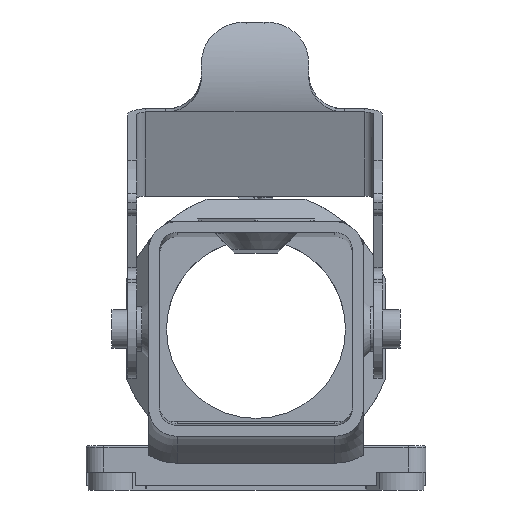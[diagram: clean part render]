
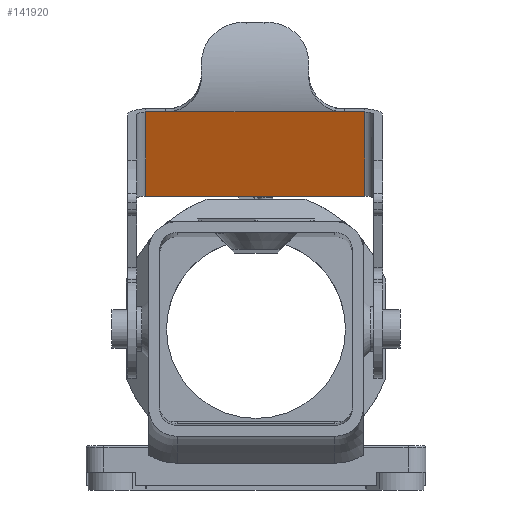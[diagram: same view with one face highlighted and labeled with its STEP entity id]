
A CAD part, front view. The second image highlights one B-rep face of the part: STEP entity #141920.
In plain terms, the highlighted face is planar.
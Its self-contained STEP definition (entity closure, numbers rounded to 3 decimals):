
#140930=CARTESIAN_POINT('',(18.55,79.538,41.621));
#140940=DIRECTION('',(1.,0.,0.));
#140950=VECTOR('',#140940,1.);
#140960=LINE('',#140930,#140950);
#140970=CARTESIAN_POINT('',(20.55,79.538,41.621));
#140980=VERTEX_POINT('',#140970);
#140990=CARTESIAN_POINT('',(22.8,79.538,41.621));
#141000=VERTEX_POINT('',#140990);
#141010=EDGE_CURVE('',#140980,#141000,#140960,.T.);
#141460=CARTESIAN_POINT('',(19.55,134.266,61.541));
#141470=DIRECTION('',(0.,0.342,
-0.94));
#141480=DIRECTION('',(0.,0.94,
0.342));
#141490=AXIS2_PLACEMENT_3D('',#141460,#141470,#141480);
#141500=PLANE('',#141490);
#141510=CARTESIAN_POINT('',(18.55,70.141,38.201));
#141520=DIRECTION('',(1.,0.,0.));
#141530=VECTOR('',#141520,1.);
#141540=LINE('',#141510,#141530);
#141550=CARTESIAN_POINT('',(20.55,70.141,38.201));
#141560=VERTEX_POINT('',#141550);
#141570=CARTESIAN_POINT('',(45.05,70.141,38.201));
#141580=VERTEX_POINT('',#141570);
#141590=EDGE_CURVE('',#141560,#141580,#141540,.T.);
#141600=ORIENTED_EDGE('',*,*,#141590,.T.);
#141610=CARTESIAN_POINT('',(20.55,60.585,34.723));
#141620=DIRECTION('',(0.,-0.94,
-0.342));
#141630=VECTOR('',#141620,1.);
#141640=LINE('',#141610,#141630);
#141650=EDGE_CURVE('',#140980,#141560,#141640,.T.);
#141660=ORIENTED_EDGE('',*,*,#141650,.T.);
#141670=ORIENTED_EDGE('',*,*,#141010,.F.);
#141680=CARTESIAN_POINT('',(18.55,79.538,41.621));
#141690=DIRECTION('',(1.,0.,0.));
#141700=VECTOR('',#141690,1.);
#141710=LINE('',#141680,#141700);
#141720=CARTESIAN_POINT('',(42.8,79.538,41.621));
#141730=VERTEX_POINT('',#141720);
#141740=EDGE_CURVE('',#141000,#141730,#141710,.T.);
#141750=ORIENTED_EDGE('',*,*,#141740,.F.);
#141760=CARTESIAN_POINT('',(18.55,79.538,41.621));
#141770=DIRECTION('',(1.,0.,0.));
#141780=VECTOR('',#141770,1.);
#141790=LINE('',#141760,#141780);
#141800=CARTESIAN_POINT('',(45.05,79.538,41.621));
#141810=VERTEX_POINT('',#141800);
#141820=EDGE_CURVE('',#141730,#141810,#141790,.T.);
#141830=ORIENTED_EDGE('',*,*,#141820,.F.);
#141840=CARTESIAN_POINT('',(45.05,60.585,34.723));
#141850=DIRECTION('',(0.,-0.94,
-0.342));
#141860=VECTOR('',#141850,1.);
#141870=LINE('',#141840,#141860);
#141880=EDGE_CURVE('',#141810,#141580,#141870,.T.);
#141890=ORIENTED_EDGE('',*,*,#141880,.F.);
#141900=EDGE_LOOP('',(#141890,#141830,#141750,#141670,#141660,#141600));
#141910=FACE_OUTER_BOUND('',#141900,.T.);
#141920=ADVANCED_FACE('',(#141910),#141500,.F.);
